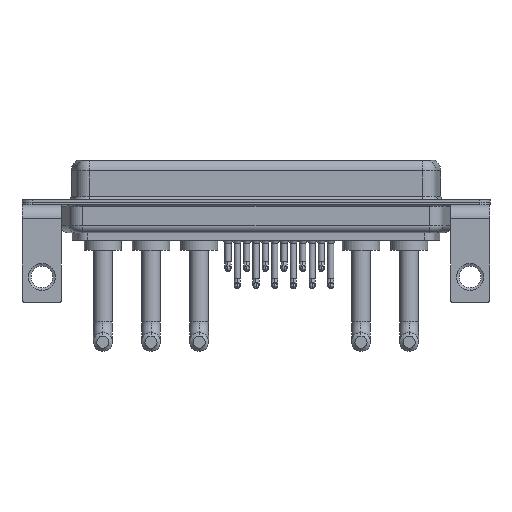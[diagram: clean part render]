
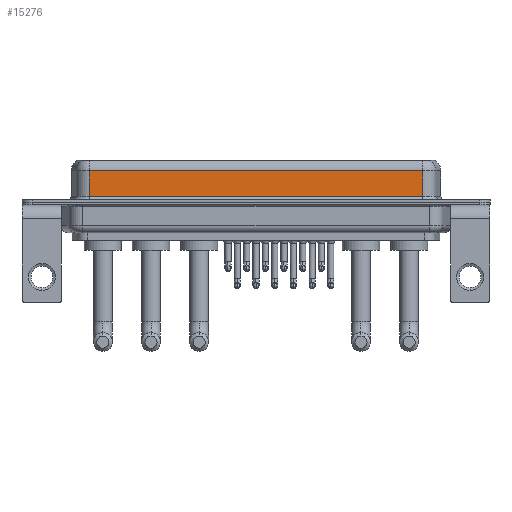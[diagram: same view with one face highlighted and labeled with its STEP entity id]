
A CAD part, front view. The second image highlights one B-rep face of the part: STEP entity #15276.
In plain terms, the highlighted planar face has unit normal (0, -1, 0).
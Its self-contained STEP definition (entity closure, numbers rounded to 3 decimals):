
#234 = VECTOR ( 'NONE', #15710, 1000. ) ;
#427 = ORIENTED_EDGE ( 'NONE', *, *, #19042, .F. ) ;
#1379 = CARTESIAN_POINT ( 'NONE',  ( 7.038, -3.95, 6.4 ) ) ;
#1392 = LINE ( 'NONE', #12634, #1984 ) ;
#1443 = DIRECTION ( 'NONE',  ( 0., 1., 0. ) ) ;
#1984 = VECTOR ( 'NONE', #19551, 1000. ) ;
#2811 = VECTOR ( 'NONE', #15711, 1000. ) ;
#2919 = ORIENTED_EDGE ( 'NONE', *, *, #10538, .T. ) ;
#3239 = VERTEX_POINT ( 'NONE', #8182 ) ;
#4038 = CARTESIAN_POINT ( 'NONE',  ( 56.462, -3.95, 4.65 ) ) ;
#5620 = EDGE_LOOP ( 'NONE', ( #427, #2919, #15596, #14582 ) ) ;
#6132 = EDGE_CURVE ( 'NONE', #7163, #6545, #17316, .T. ) ;
#6225 = CARTESIAN_POINT ( 'NONE',  ( 7.038, -3.95, 0.9 ) ) ;
#6545 = VERTEX_POINT ( 'NONE', #6225 ) ;
#7163 = VERTEX_POINT ( 'NONE', #15766 ) ;
#7424 = CARTESIAN_POINT ( 'NONE',  ( 56.462, -3.95, 4.65 ) ) ;
#8182 = CARTESIAN_POINT ( 'NONE',  ( 56.462, -3.95, 0.9 ) ) ;
#8692 = LINE ( 'NONE', #13689, #14110 ) ;
#10359 = AXIS2_PLACEMENT_3D ( 'NONE', #17588, #1443, #19789 ) ;
#10538 = EDGE_CURVE ( 'NONE', #12687, #7163, #19010, .T. ) ;
#11584 = PLANE ( 'NONE',  #10359 ) ;
#11977 = DIRECTION ( 'NONE',  ( 1., 0., 0. ) ) ;
#12634 = CARTESIAN_POINT ( 'NONE',  ( 56.462, -3.95, 6.4 ) ) ;
#12687 = VERTEX_POINT ( 'NONE', #4038 ) ;
#13689 = CARTESIAN_POINT ( 'NONE',  ( 56.462, -3.95, 0.9 ) ) ;
#14110 = VECTOR ( 'NONE', #11977, 1000. ) ;
#14582 = ORIENTED_EDGE ( 'NONE', *, *, #15881, .T. ) ;
#15276 = ADVANCED_FACE ( 'NONE', ( #15889 ), #11584, .F. ) ;
#15596 = ORIENTED_EDGE ( 'NONE', *, *, #6132, .T. ) ;
#15710 = DIRECTION ( 'NONE',  ( -1., 0., 0. ) ) ;
#15711 = DIRECTION ( 'NONE',  ( 0., 0., -1. ) ) ;
#15766 = CARTESIAN_POINT ( 'NONE',  ( 7.038, -3.95, 4.65 ) ) ;
#15881 = EDGE_CURVE ( 'NONE', #6545, #3239, #8692, .T. ) ;
#15889 = FACE_OUTER_BOUND ( 'NONE', #5620, .T. ) ;
#17316 = LINE ( 'NONE', #1379, #2811 ) ;
#17588 = CARTESIAN_POINT ( 'NONE',  ( 56.462, -3.95, 6.4 ) ) ;
#19010 = LINE ( 'NONE', #7424, #234 ) ;
#19042 = EDGE_CURVE ( 'NONE', #12687, #3239, #1392, .T. ) ;
#19551 = DIRECTION ( 'NONE',  ( 0., 0., -1. ) ) ;
#19789 = DIRECTION ( 'NONE',  ( 0., 0., 1. ) ) ;
